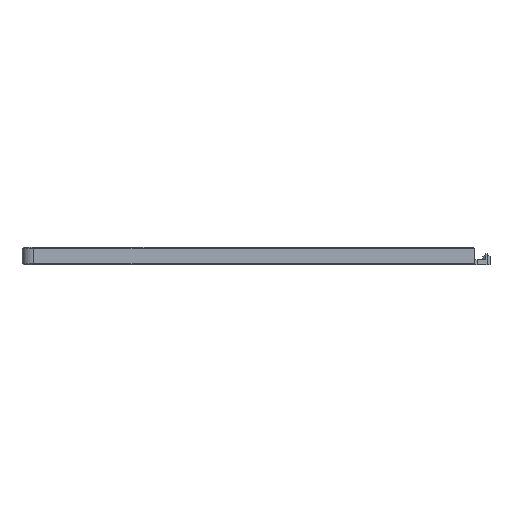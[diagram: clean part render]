
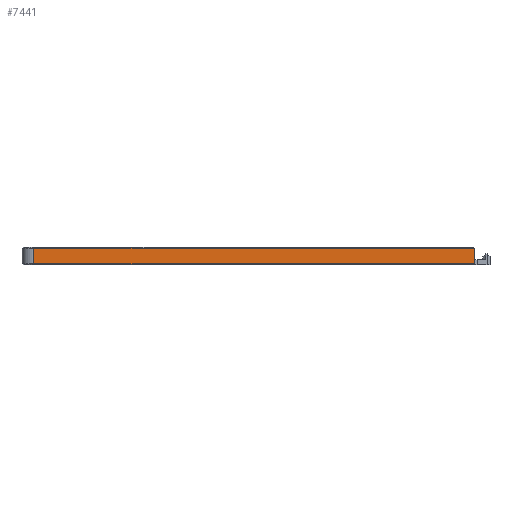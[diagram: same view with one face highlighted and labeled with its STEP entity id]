
A CAD part, front view. The second image highlights one B-rep face of the part: STEP entity #7441.
In plain terms, the highlighted planar face has unit normal (0, -1, 0).
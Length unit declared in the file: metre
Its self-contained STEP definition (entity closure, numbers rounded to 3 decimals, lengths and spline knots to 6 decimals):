
#786=ORIENTED_EDGE('',*,*,#3004,.F.);
#787=ORIENTED_EDGE('',*,*,#3005,.T.);
#788=ORIENTED_EDGE('',*,*,#3006,.T.);
#789=ORIENTED_EDGE('',*,*,#3007,.T.);
#3004=EDGE_CURVE('',#4112,#4113,#4678,.T.);
#3005=EDGE_CURVE('',#4112,#4114,#4679,.T.);
#3006=EDGE_CURVE('',#4114,#4115,#4680,.T.);
#3007=EDGE_CURVE('',#4115,#4113,#4681,.T.);
#4112=VERTEX_POINT('',#11537);
#4113=VERTEX_POINT('',#11538);
#4114=VERTEX_POINT('',#11540);
#4115=VERTEX_POINT('',#11542);
#4678=LINE('',#11536,#5572);
#4679=LINE('',#11539,#5573);
#4680=LINE('',#11541,#5574);
#4681=LINE('',#11543,#5575);
#5572=VECTOR('',#9082,1.);
#5573=VECTOR('',#9083,1.);
#5574=VECTOR('',#9084,1.);
#5575=VECTOR('',#9085,1.);
#6230=EDGE_LOOP('',(#786,#787,#788,#789));
#6712=FACE_BOUND('',#6230,.T.);
#7156=PLANE('',#8018);
#7441=ADVANCED_FACE('',(#6712),#7156,.F.);
#8018=AXIS2_PLACEMENT_3D('',#11535,#9080,#9081);
#9080=DIRECTION('',(0.,1.,0.));
#9081=DIRECTION('',(0.,0.,1.));
#9082=DIRECTION('',(0.,0.,-1.));
#9083=DIRECTION('',(-1.,0.,0.));
#9084=DIRECTION('',(0.,0.,-1.));
#9085=DIRECTION('',(1.,0.,0.));
#11535=CARTESIAN_POINT('',(0.,-0.038115,0.003));
#11536=CARTESIAN_POINT('',(-0.047725,-0.038115,0.003));
#11537=CARTESIAN_POINT('',(-0.047725,-0.038115,0.0028));
#11538=CARTESIAN_POINT('',(-0.047725,-0.038115,0.0002));
#11539=CARTESIAN_POINT('',(-0.12184,-0.038115,0.0028));
#11540=CARTESIAN_POINT('',(-0.12184,-0.038115,0.0028));
#11541=CARTESIAN_POINT('',(-0.12184,-0.038115,0.));
#11542=CARTESIAN_POINT('',(-0.12184,-0.038115,0.0002));
#11543=CARTESIAN_POINT('',(0.,-0.038115,0.0002));
